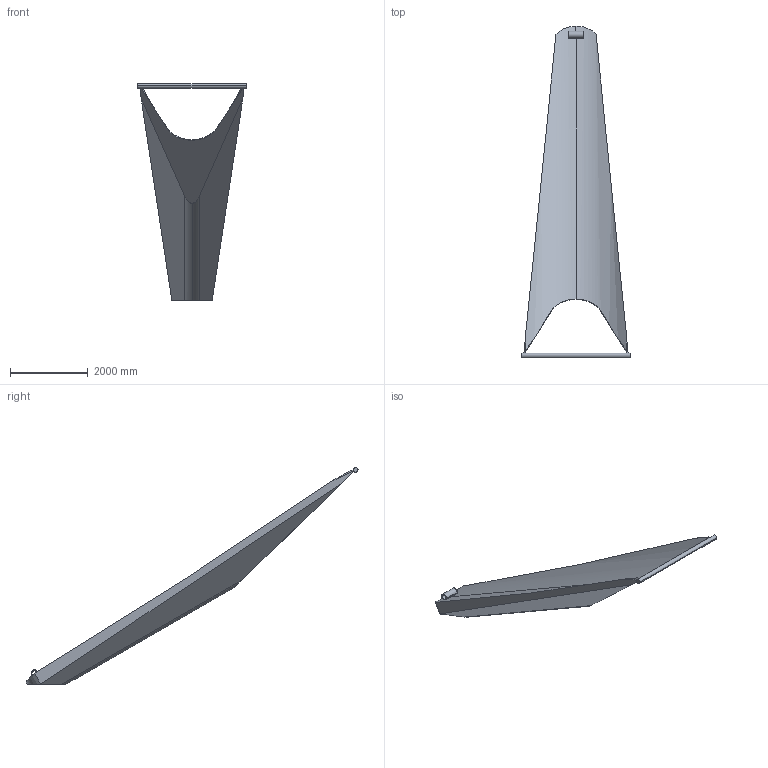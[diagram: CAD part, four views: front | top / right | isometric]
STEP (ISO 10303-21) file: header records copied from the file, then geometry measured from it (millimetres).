
FILE_DESCRIPTION(('CATIA V5 STEP Exchange','CAx-IF Rec.Pracs.--- Model Styling and Organization---1.5--- 2016-08-15','CAx-IF Rec.Pracs.---Supplemental Geometry---1.0---2011-11-01','CAx-IF Rec.Pracs.--- Composite Materials ---3.4---2017-06-13','CAx-IF Rec.Pracs.---Tessellated 3D Geometry---1.0---2015-12-17'),'2;1');
FILE_NAME('Landing_Gear.stp','2024-06-28T20:07:25+00:00',('none'),('none'),'CATIA Version 5-6 Release 2020','CATIA V5 STEP AP242 v1','none');
FILE_SCHEMA(('AP242_MANAGED_MODEL_BASED_3D_ENGINEERING_MIM_LF {1 0 10303 442 1 1 4}'));
Length unit declared in the file: millimetre
Products named in the file (1): Landing_Gear
Bounding box: 2800 x 8550.85 x 5582.7 mm (x, y, z)
Volume: 4837475758.6 mm3; surface area: 39626202.3 mm2
Topology: 1 solids, 1 shells, 29 faces, 85 edges, 57 vertices
Faces by surface type: cylinder 15, plane 14
Entity records: 1327 total; most frequent: CARTESIAN_POINT 599, ORIENTED_EDGE 170, DIRECTION 99, EDGE_CURVE 85, VERTEX_POINT 56, VECTOR 39, AXIS2_PLACEMENT_3D 39, LINE 39
